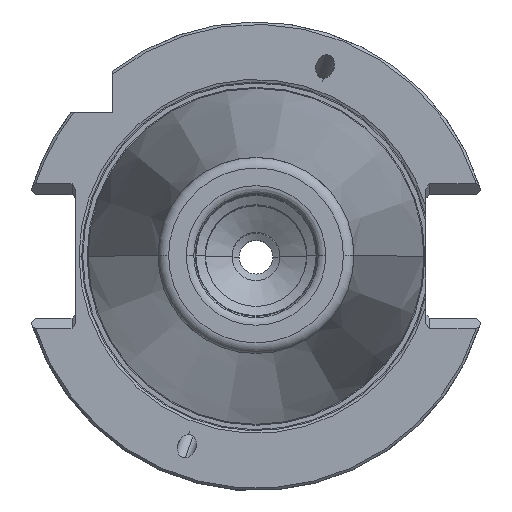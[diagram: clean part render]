
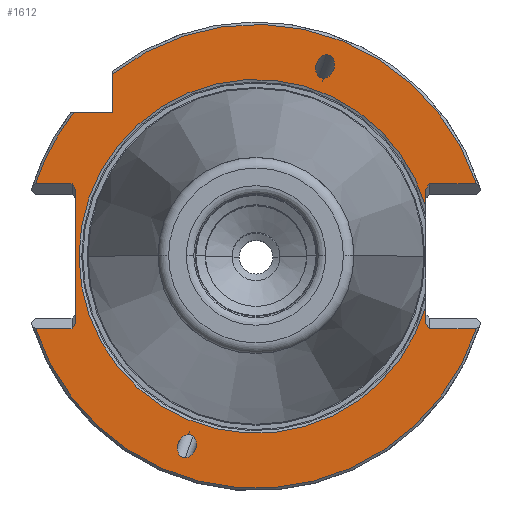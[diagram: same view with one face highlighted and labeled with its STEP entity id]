
A CAD part, top view. The second image highlights one B-rep face of the part: STEP entity #1612.
In plain terms, the highlighted planar face has unit normal (0, 0, 1).
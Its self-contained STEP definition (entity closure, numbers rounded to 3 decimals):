
#1008=EDGE_CURVE('NONE',#1120,#2204,#2860,.T.);
#1120=VERTEX_POINT('NONE',#2982);
#1146=VERTEX_POINT('NONE',#3011);
#1152=VERTEX_POINT('NONE',#3017);
#1204=EDGE_CURVE('NONE',#1890,#1860,#3076,.T.);
#1270=EDGE_CURVE('NONE',#2610,#1856,#3148,.T.);
#1282=EDGE_CURVE('NONE',#2394,#1752,#3162,.T.);
#1368=EDGE_CURVE('NONE',#1152,#2084,#3267,.T.);
#1428=EDGE_CURVE('NONE',#1752,#2204,#3333,.T.);
#1468=EDGE_CURVE('NONE',#1146,#1808,#3377,.T.);
#1498=EDGE_CURVE('NONE',#2444,#1890,#3411,.T.);
#1600=VERTEX_POINT('NONE',#3520);
#1612=ADVANCED_FACE('NONE',(#3532,#3533,#3534),#3535,.F.);
#1706=EDGE_CURVE('NONE',#1808,#1146,#3638,.T.);
#1726=VERTEX_POINT('NONE',#3658);
#1752=VERTEX_POINT('NONE',#3687);
#1754=EDGE_CURVE('NONE',#2210,#1600,#3689,.T.);
#1808=VERTEX_POINT('NONE',#3751);
#1832=EDGE_CURVE('NONE',#1120,#1600,#3776,.T.);
#1856=VERTEX_POINT('NONE',#3800);
#1858=EDGE_CURVE('NONE',#2394,#2610,#3802,.T.);
#1860=VERTEX_POINT('NONE',#3804);
#1874=EDGE_CURVE('NONE',#2714,#2730,#3818,.T.);
#1876=EDGE_CURVE('NONE',#2210,#1928,#3820,.T.);
#1890=VERTEX_POINT('NONE',#3836);
#1928=VERTEX_POINT('NONE',#3879);
#1968=EDGE_CURVE('NONE',#2612,#2714,#3928,.T.);
#2034=EDGE_CURVE('NONE',#2444,#1856,#4001,.T.);
#2084=VERTEX_POINT('NONE',#4059);
#2158=EDGE_CURVE('NONE',#1152,#2612,#4141,.T.);
#2204=VERTEX_POINT('NONE',#4192);
#2210=VERTEX_POINT('NONE',#4198);
#2240=VERTEX_POINT('NONE',#4229);
#2292=EDGE_CURVE('NONE',#2240,#2544,#4289,.T.);
#2394=VERTEX_POINT('NONE',#4401);
#2438=EDGE_CURVE('NONE',#1860,#1726,#4450,.T.);
#2444=VERTEX_POINT('NONE',#4456);
#2456=EDGE_CURVE('NONE',#2544,#2240,#4469,.T.);
#2524=EDGE_CURVE('NONE',#2084,#1726,#4548,.T.);
#2544=VERTEX_POINT('NONE',#4572);
#2610=VERTEX_POINT('NONE',#4646);
#2612=VERTEX_POINT('NONE',#4648);
#2622=EDGE_CURVE('NONE',#1928,#2730,#4658,.T.);
#2714=VERTEX_POINT('NONE',#4761);
#2730=VERTEX_POINT('NONE',#4778);
#2860=LINE('',#4945,#4946);
#2982=CARTESIAN_POINT('',(-37.5,13.989,-1.5));
#3011=CARTESIAN_POINT('',(14.702,41.887,-1.5));
#3017=CARTESIAN_POINT('',(35.3,-10.348,-1.5));
#3076=LINE('',#5276,#5277);
#3148=LINE('',#5380,#5381);
#3162=CIRCLE('',#5402,48.225);
#3267=CIRCLE('',#5536,36.786);
#3333=LINE('',#5623,#5624);
#3377=(B_SPLINE_CURVE(3,(#5696,#5697,#5698,#5699),.UNSPECIFIED.,.F.,.F.)B_SPLINE_CURVE_WITH_KNOTS((4,4),(0.272,3.414),.UNSPECIFIED.)RATIONAL_B_SPLINE_CURVE((1.0,0.333,0.333,1.0))BOUNDED_CURVE()REPRESENTATION_ITEM('')GEOMETRIC_REPRESENTATION_ITEM()CURVE());
#3411=LINE('',#5754,#5755);
#3520=CARTESIAN_POINT('',(-37.5,-13.989,-1.5));
#3532=FACE_OUTER_BOUND('',#5976,.T.);
#3533=FACE_BOUND('',#5977,.T.);
#3534=FACE_BOUND('',#5978,.T.);
#3535=PLANE('',#5979);
#3638=(B_SPLINE_CURVE(3,(#6158,#6159,#6160,#6161),.UNSPECIFIED.,.F.,.F.)B_SPLINE_CURVE_WITH_KNOTS((4,4),(3.414,6.555),.UNSPECIFIED.)RATIONAL_B_SPLINE_CURVE((1.0,0.333,0.333,1.0))BOUNDED_CURVE()REPRESENTATION_ITEM('')GEOMETRIC_REPRESENTATION_ITEM()CURVE());
#3658=CARTESIAN_POINT('',(35.3,10.348,-1.5));
#3687=CARTESIAN_POINT('',(-45.816,15.05,-1.5));
#3689=LINE('',#6276,#6277);
#3751=CARTESIAN_POINT('',(14.027,37.047,-1.5));
#3776=LINE('',#6400,#6401);
#3800=CARTESIAN_POINT('',(-29.85,37.876,-1.5));
#3802=LINE('',#6439,#6440);
#3804=CARTESIAN_POINT('',(35.3,13.989,-1.5));
#3818=LINE('',#6468,#6469);
#3820=LINE('',#6472,#6473);
#3836=CARTESIAN_POINT('',(36.05,15.05,-1.5));
#3879=CARTESIAN_POINT('',(-45.816,-15.05,-1.5));
#3928=LINE('',#6620,#6621);
#4001=CIRCLE('',#6724,48.225);
#4059=CARTESIAN_POINT('',(-36.786,0.,-1.5));
#4141=LINE('',#6955,#6956);
#4192=CARTESIAN_POINT('',(-38.25,15.05,-1.5));
#4198=CARTESIAN_POINT('',(-38.25,-15.05,-1.5));
#4229=CARTESIAN_POINT('',(-14.702,-41.887,-1.5));
#4289=(B_SPLINE_CURVE(3,(#7166,#7167,#7168,#7169),.UNSPECIFIED.,.F.,.F.)B_SPLINE_CURVE_WITH_KNOTS((4,4),(0.272,3.414),.UNSPECIFIED.)RATIONAL_B_SPLINE_CURVE((1.0,0.333,0.333,1.0))BOUNDED_CURVE()REPRESENTATION_ITEM('')GEOMETRIC_REPRESENTATION_ITEM()CURVE());
#4401=CARTESIAN_POINT('',(-37.876,29.85,-1.5));
#4450=LINE('',#7464,#7465);
#4456=CARTESIAN_POINT('',(45.816,15.05,-1.5));
#4469=(B_SPLINE_CURVE(3,(#7492,#7493,#7494,#7495),.UNSPECIFIED.,.F.,.F.)B_SPLINE_CURVE_WITH_KNOTS((4,4),(3.414,6.555),.UNSPECIFIED.)RATIONAL_B_SPLINE_CURVE((1.0,0.333,0.333,1.0))BOUNDED_CURVE()REPRESENTATION_ITEM('')GEOMETRIC_REPRESENTATION_ITEM()CURVE());
#4548=CIRCLE('',#7637,36.786);
#4572=CARTESIAN_POINT('',(-14.027,-37.047,-1.5));
#4646=CARTESIAN_POINT('',(-29.85,29.85,-1.5));
#4648=CARTESIAN_POINT('',(35.3,-13.989,-1.5));
#4658=CIRCLE('',#7804,48.225);
#4761=CARTESIAN_POINT('',(36.05,-15.05,-1.5));
#4778=CARTESIAN_POINT('',(45.816,-15.05,-1.5));
#4945=CARTESIAN_POINT('',(-29.995,3.376,-1.5));
#4946=VECTOR('',#8155,1000.0);
#5276=CARTESIAN_POINT('',(35.013,13.583,-1.5));
#5277=VECTOR('',#8383,1000.0);
#5380=CARTESIAN_POINT('',(-29.85,29.85,-1.5));
#5381=VECTOR('',#8471,1000.0);
#5402=AXIS2_PLACEMENT_3D('',#8490,#8491,#8492);
#5536=AXIS2_PLACEMENT_3D('',#8662,#8663,#8664);
#5623=CARTESIAN_POINT('',(-63.9,15.05,-1.5));
#5624=VECTOR('',#8751,1000.0);
#5696=CARTESIAN_POINT('',(14.702,41.887,-1.5));
#5697=CARTESIAN_POINT('',(10.807,41.887,-1.5));
#5698=CARTESIAN_POINT('',(10.132,37.047,-1.5));
#5699=CARTESIAN_POINT('',(14.027,37.047,-1.5));
#5754=CARTESIAN_POINT('',(62.5,15.05,-1.5));
#5755=VECTOR('',#8835,1000.0);
#5976=EDGE_LOOP('',(#8938,#8939,#8940,#8941,#8942,#8943,#8944,#8945,#8946,#8947,#8948,#8949,#8950,#8951,#8952,#8953,#8954,#8955));
#5977=EDGE_LOOP('',(#8956,#8957));
#5978=EDGE_LOOP('',(#8958,#8959));
#5979=AXIS2_PLACEMENT_3D('',#8960,#8961,#8962);
#6158=CARTESIAN_POINT('',(14.027,37.047,-1.5));
#6159=CARTESIAN_POINT('',(17.923,37.047,-1.5));
#6160=CARTESIAN_POINT('',(18.598,41.887,-1.5));
#6161=CARTESIAN_POINT('',(14.702,41.887,-1.5));
#6276=CARTESIAN_POINT('',(-29.995,-3.376,-1.5));
#6277=VECTOR('',#9125,1000.0);
#6400=CARTESIAN_POINT('',(-37.5,0.,-1.5));
#6401=VECTOR('',#9232,1000.0);
#6439=CARTESIAN_POINT('',(-52.85,29.85,-1.5));
#6440=VECTOR('',#9243,1000.0);
#6468=CARTESIAN_POINT('',(62.5,-15.05,-1.5));
#6469=VECTOR('',#9255,1000.0);
#6472=CARTESIAN_POINT('',(-63.9,-15.05,-1.5));
#6473=VECTOR('',#9256,1000.0);
#6620=CARTESIAN_POINT('',(35.013,-13.583,-1.5));
#6621=VECTOR('',#9417,1000.0);
#6724=AXIS2_PLACEMENT_3D('',#9504,#9505,#9506);
#6955=CARTESIAN_POINT('',(35.3,0.,-1.5));
#6956=VECTOR('',#9702,1000.0);
#7166=CARTESIAN_POINT('',(-14.702,-41.887,-1.5));
#7167=CARTESIAN_POINT('',(-10.807,-41.887,-1.5));
#7168=CARTESIAN_POINT('',(-10.132,-37.047,-1.5));
#7169=CARTESIAN_POINT('',(-14.027,-37.047,-1.5));
#7464=CARTESIAN_POINT('',(35.3,0.,-1.5));
#7465=VECTOR('',#10052,1000.0);
#7492=CARTESIAN_POINT('',(-14.027,-37.047,-1.5));
#7493=CARTESIAN_POINT('',(-17.923,-37.047,-1.5));
#7494=CARTESIAN_POINT('',(-18.598,-41.887,-1.5));
#7495=CARTESIAN_POINT('',(-14.702,-41.887,-1.5));
#7637=AXIS2_PLACEMENT_3D('',#10180,#10181,#10182);
#7804=AXIS2_PLACEMENT_3D('',#10291,#10292,#10293);
#8155=DIRECTION('',(-0.577,0.816,0.0));
#8383=DIRECTION('',(-0.577,-0.816,0.0));
#8471=DIRECTION('',(0.,1.0,0.0));
#8490=CARTESIAN_POINT('',(0.0,0.0,-1.5));
#8491=DIRECTION('',(0.0,0.0,1.0));
#8492=DIRECTION('',(1.0,0.,-0.0));
#8662=CARTESIAN_POINT('',(0.0,0.0,-1.5));
#8663=DIRECTION('',(0.0,0.0,-1.0));
#8664=DIRECTION('',(1.0,0.,0.0));
#8751=DIRECTION('',(1.0,0.,0.0));
#8835=DIRECTION('',(-1.0,0.,0.0));
#8938=ORIENTED_EDGE('',*,*,#1498,.F.);
#8939=ORIENTED_EDGE('',*,*,#2034,.T.);
#8940=ORIENTED_EDGE('',*,*,#1270,.F.);
#8941=ORIENTED_EDGE('',*,*,#1858,.F.);
#8942=ORIENTED_EDGE('',*,*,#1282,.T.);
#8943=ORIENTED_EDGE('',*,*,#1428,.T.);
#8944=ORIENTED_EDGE('',*,*,#1008,.F.);
#8945=ORIENTED_EDGE('',*,*,#1832,.T.);
#8946=ORIENTED_EDGE('',*,*,#1754,.F.);
#8947=ORIENTED_EDGE('',*,*,#1876,.T.);
#8948=ORIENTED_EDGE('',*,*,#2622,.T.);
#8949=ORIENTED_EDGE('',*,*,#1874,.F.);
#8950=ORIENTED_EDGE('',*,*,#1968,.F.);
#8951=ORIENTED_EDGE('',*,*,#2158,.F.);
#8952=ORIENTED_EDGE('',*,*,#1368,.T.);
#8953=ORIENTED_EDGE('',*,*,#2524,.T.);
#8954=ORIENTED_EDGE('',*,*,#2438,.F.);
#8955=ORIENTED_EDGE('',*,*,#1204,.F.);
#8956=ORIENTED_EDGE('',*,*,#2292,.F.);
#8957=ORIENTED_EDGE('',*,*,#2456,.F.);
#8958=ORIENTED_EDGE('',*,*,#1468,.F.);
#8959=ORIENTED_EDGE('',*,*,#1706,.F.);
#8960=CARTESIAN_POINT('',(0.,-50.0,-1.5));
#8961=DIRECTION('',(0.0,0.0,-1.0));
#8962=DIRECTION('',(-1.0,0.0,0.0));
#9125=DIRECTION('',(0.577,0.816,0.0));
#9232=DIRECTION('',(0.,-1.0,-0.0));
#9243=DIRECTION('',(1.0,0.,0.0));
#9255=DIRECTION('',(1.0,0.,0.0));
#9256=DIRECTION('',(-1.0,0.,0.0));
#9417=DIRECTION('',(0.577,-0.816,0.0));
#9504=CARTESIAN_POINT('',(0.0,0.0,-1.5));
#9505=DIRECTION('',(0.0,-0.0,1.0));
#9506=DIRECTION('',(1.0,0.,0.0));
#9702=DIRECTION('',(0.,-1.0,-0.0));
#10052=DIRECTION('',(0.,-1.0,-0.0));
#10180=CARTESIAN_POINT('',(0.0,0.0,-1.5));
#10181=DIRECTION('',(0.0,0.0,-1.0));
#10182=DIRECTION('',(1.0,0.,0.0));
#10291=CARTESIAN_POINT('',(0.0,0.0,-1.5));
#10292=DIRECTION('',(0.0,-0.0,1.0));
#10293=DIRECTION('',(1.0,0.,0.0));
